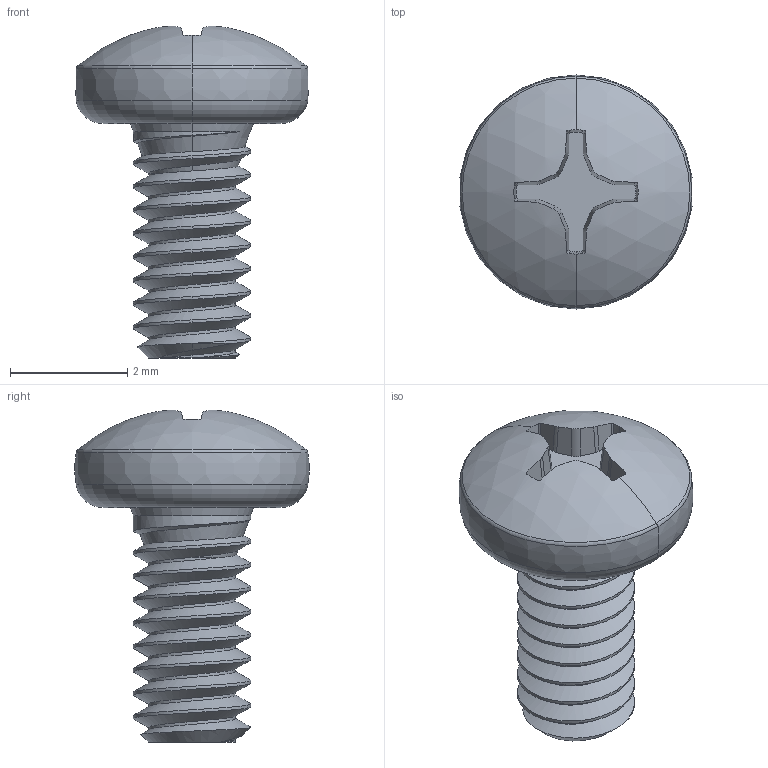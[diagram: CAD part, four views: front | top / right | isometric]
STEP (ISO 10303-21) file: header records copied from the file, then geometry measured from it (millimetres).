
FILE_DESCRIPTION (( 'STEP AP203' ), '1' );
FILE_NAME ('92000A011_Passivated 18-8 Stainless Steel Pan Head Phillips Screws.STEP', '2026-01-08T09:05:18', ( 'McMaster Carr Supply' ), ( 'McMaster Carr Supply' ), 'SwSTEP 2.0', 'SolidWorks 2024', '' );
FILE_SCHEMA (( 'CONFIG_CONTROL_DESIGN' ));
Length unit declared in the file: millimetre
Products named in the file (1): 92000A011_Passivated 18-8 Stainless Steel Pan Head Phillips Screws
Bounding box: 3.97 x 3.99 x 5.66 mm (x, y, z)
Volume: 25.3 mm3; surface area: 73.5 mm2
Topology: 1 solids, 1 shells, 90 faces, 242 edges, 155 vertices
Faces by surface type: cylinder 31, plane 20, bspline 17, cone 14, torus 6, sphere 2
Entity records: 4420 total; most frequent: CARTESIAN_POINT 2395, ORIENTED_EDGE 484, DIRECTION 328, EDGE_CURVE 242, VERTEX_POINT 155, AXIS2_PLACEMENT_3D 126, EDGE_LOOP 91, FACE_OUTER_BOUND 90
